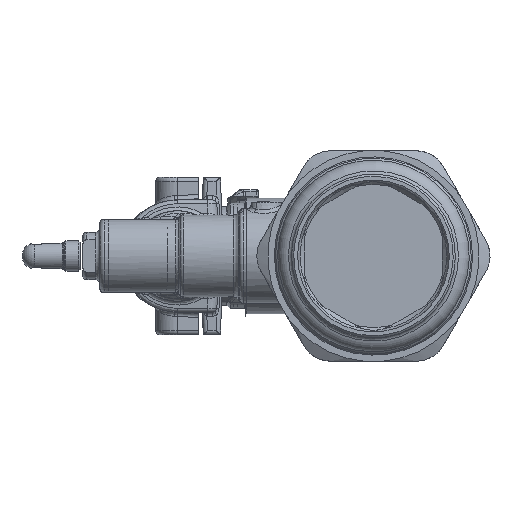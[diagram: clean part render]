
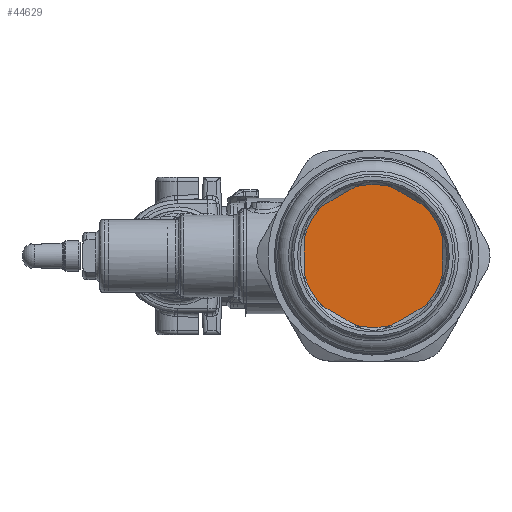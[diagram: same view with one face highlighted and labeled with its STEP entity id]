
A CAD part, left-side view. The second image highlights one B-rep face of the part: STEP entity #44629.
In plain terms, the highlighted planar face has unit normal (-1, 0, 0).
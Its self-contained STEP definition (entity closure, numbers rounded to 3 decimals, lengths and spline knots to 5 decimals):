
#1728=PLANE('',#49168);
#6371=FACE_OUTER_BOUND('',#9300,.T.);
#9300=EDGE_LOOP('',(#41120));
#13194=CIRCLE('',#49115,0.65394);
#21386=VERTEX_POINT('',#137706);
#27937=EDGE_CURVE('',#21386,#21386,#13194,.T.);
#41120=ORIENTED_EDGE('',*,*,#27937,.T.);
#44629=ADVANCED_FACE('',(#6371),#1728,.T.);
#49115=AXIS2_PLACEMENT_3D('',#137707,#60110,#60111);
#49168=AXIS2_PLACEMENT_3D('',#138090,#60234,#60235);
#60110=DIRECTION('center_axis',(-1.,0.,0.));
#60111=DIRECTION('ref_axis',(0.,0.878,-0.479));
#60234=DIRECTION('center_axis',(-1.,0.,0.));
#60235=DIRECTION('ref_axis',(0.,1.,0.));
#137706=CARTESIAN_POINT('',(-2.55413,-0.57389,0.31352));
#137707=CARTESIAN_POINT('Origin',(-2.55413,0.,0.));
#138090=CARTESIAN_POINT('Origin',(-2.55413,0.,0.));
